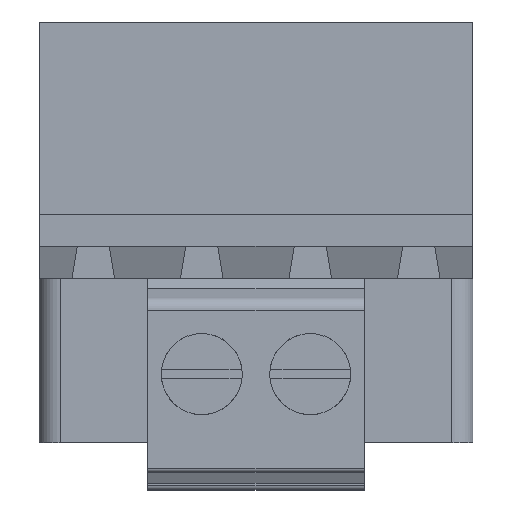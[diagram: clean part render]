
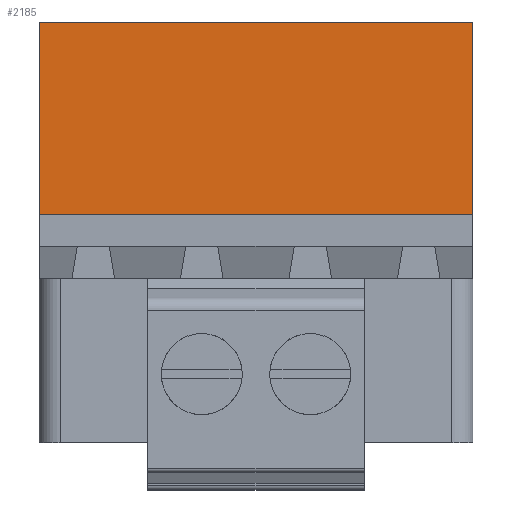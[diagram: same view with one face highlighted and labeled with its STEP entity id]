
A CAD part, top view. The second image highlights one B-rep face of the part: STEP entity #2185.
In plain terms, the highlighted planar face has unit normal (0, 0, 1).
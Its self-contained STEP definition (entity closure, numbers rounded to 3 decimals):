
#1080 = VERTEX_POINT('',#1081);
#1081 = CARTESIAN_POINT('',(-7.62,2.,7.6));
#1089 = EDGE_CURVE('',#1090,#1080,#1092,.T.);
#1090 = VERTEX_POINT('',#1091);
#1091 = CARTESIAN_POINT('',(-7.62,-7.,7.6));
#1092 = LINE('',#1093,#1094);
#1093 = CARTESIAN_POINT('',(-7.62,-7.,7.6));
#1094 = VECTOR('',#1095,1.);
#1095 = DIRECTION('',(0.,1.,0.));
#1559 = VERTEX_POINT('',#1560);
#1560 = CARTESIAN_POINT('',(12.7,2.,7.6));
#1568 = EDGE_CURVE('',#1569,#1559,#1571,.T.);
#1569 = VERTEX_POINT('',#1570);
#1570 = CARTESIAN_POINT('',(12.7,-7.,7.6));
#1571 = LINE('',#1572,#1573);
#1572 = CARTESIAN_POINT('',(12.7,-7.,7.6));
#1573 = VECTOR('',#1574,1.);
#1574 = DIRECTION('',(0.,1.,0.));
#2167 = EDGE_CURVE('',#1080,#1559,#2168,.T.);
#2168 = LINE('',#2169,#2170);
#2169 = CARTESIAN_POINT('',(-7.62,2.,7.6));
#2170 = VECTOR('',#2171,1.);
#2171 = DIRECTION('',(1.,0.,0.));
#2185 = ADVANCED_FACE('',(#2186),#2197,.T.);
#2186 = FACE_BOUND('',#2187,.T.);
#2187 = EDGE_LOOP('',(#2188,#2194,#2195,#2196));
#2188 = ORIENTED_EDGE('',*,*,#2189,.T.);
#2189 = EDGE_CURVE('',#1090,#1569,#2190,.T.);
#2190 = LINE('',#2191,#2192);
#2191 = CARTESIAN_POINT('',(-7.62,-7.,7.6));
#2192 = VECTOR('',#2193,1.);
#2193 = DIRECTION('',(1.,0.,0.));
#2194 = ORIENTED_EDGE('',*,*,#1568,.T.);
#2195 = ORIENTED_EDGE('',*,*,#2167,.F.);
#2196 = ORIENTED_EDGE('',*,*,#1089,.F.);
#2197 = PLANE('',#2198);
#2198 = AXIS2_PLACEMENT_3D('',#2199,#2200,#2201);
#2199 = CARTESIAN_POINT('',(-7.62,-7.,7.6));
#2200 = DIRECTION('',(0.,0.,1.));
#2201 = DIRECTION('',(0.,1.,0.));
